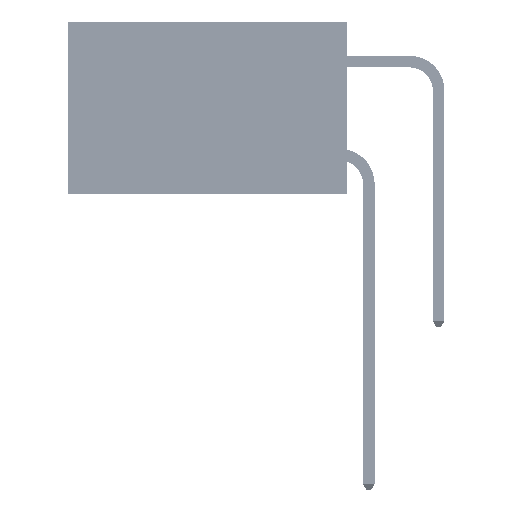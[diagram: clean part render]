
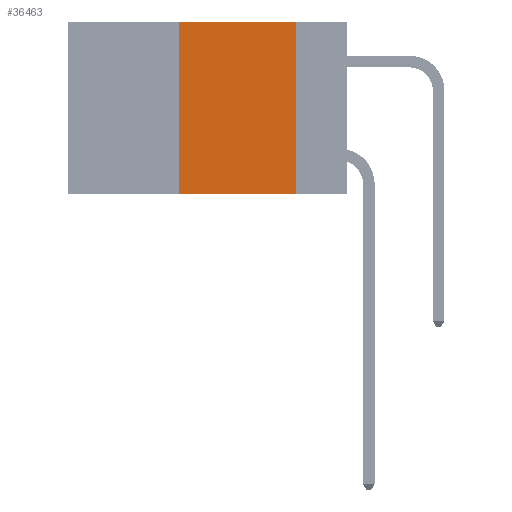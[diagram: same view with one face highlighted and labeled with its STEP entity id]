
A CAD part, left-side view. The second image highlights one B-rep face of the part: STEP entity #36463.
In plain terms, the highlighted planar face has unit normal (-1, 0, 0).
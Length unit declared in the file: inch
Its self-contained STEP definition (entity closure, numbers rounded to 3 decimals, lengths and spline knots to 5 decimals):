
#1918 = ORIENTED_EDGE ( 'NONE', *, *, #18337, .T. ) ;
#2651 = ORIENTED_EDGE ( 'NONE', *, *, #20518, .F. ) ;
#3172 = LINE ( 'NONE', #30932, #32509 ) ;
#7869 = ORIENTED_EDGE ( 'NONE', *, *, #33708, .F. ) ;
#9160 = EDGE_CURVE ( 'NONE', #49047, #20978, #9487, .T. ) ;
#9224 = DIRECTION ( 'NONE',  ( 0., 0., -1. ) ) ;
#9336 = AXIS2_PLACEMENT_3D ( 'NONE', #49827, #45646, #17407 ) ;
#9384 = LINE ( 'NONE', #47223, #35569 ) ;
#9487 = LINE ( 'NONE', #18058, #10708 ) ;
#9608 = CARTESIAN_POINT ( 'NONE',  ( 0., 0.36, -0.37 ) ) ;
#10708 = VECTOR ( 'NONE', #50162, 39.37008 ) ;
#14074 = PLANE ( 'NONE',  #9336 ) ;
#16551 = EDGE_LOOP ( 'NONE', ( #2651, #7869, #48689, #1918 ) ) ;
#17407 = DIRECTION ( 'NONE',  ( 0., 0., -1. ) ) ;
#18058 = CARTESIAN_POINT ( 'NONE',  ( 0., 0.36, 0. ) ) ;
#18337 = EDGE_CURVE ( 'NONE', #49047, #47849, #3172, .T. ) ;
#20518 = EDGE_CURVE ( 'NONE', #23362, #47849, #22817, .T. ) ;
#20978 = VERTEX_POINT ( 'NONE', #36368 ) ;
#21610 = CARTESIAN_POINT ( 'NONE',  ( 0., 0.11, 0. ) ) ;
#22817 = LINE ( 'NONE', #21610, #49616 ) ;
#23362 = VERTEX_POINT ( 'NONE', #30215 ) ;
#24092 = CARTESIAN_POINT ( 'NONE',  ( 0., 0.11, -0.37 ) ) ;
#30215 = CARTESIAN_POINT ( 'NONE',  ( 0., 0.11, 0. ) ) ;
#30932 = CARTESIAN_POINT ( 'NONE',  ( 0., 0.6, -0.37 ) ) ;
#32509 = VECTOR ( 'NONE', #47517, 39.37008 ) ;
#33708 = EDGE_CURVE ( 'NONE', #20978, #23362, #9384, .T. ) ;
#35569 = VECTOR ( 'NONE', #38992, 39.37008 ) ;
#35912 = FACE_OUTER_BOUND ( 'NONE', #16551, .T. ) ;
#36368 = CARTESIAN_POINT ( 'NONE',  ( 0., 0.36, 0. ) ) ;
#36463 = ADVANCED_FACE ( 'NONE', ( #35912 ), #14074, .F. ) ;
#38992 = DIRECTION ( 'NONE',  ( 0., -1., 0. ) ) ;
#45646 = DIRECTION ( 'NONE',  ( 1., 0., 0. ) ) ;
#47223 = CARTESIAN_POINT ( 'NONE',  ( 0., 0.6, 0. ) ) ;
#47517 = DIRECTION ( 'NONE',  ( 0., -1., 0. ) ) ;
#47849 = VERTEX_POINT ( 'NONE', #24092 ) ;
#48689 = ORIENTED_EDGE ( 'NONE', *, *, #9160, .F. ) ;
#49047 = VERTEX_POINT ( 'NONE', #9608 ) ;
#49616 = VECTOR ( 'NONE', #9224, 39.37008 ) ;
#49827 = CARTESIAN_POINT ( 'NONE',  ( 0., 0.6, 0. ) ) ;
#50162 = DIRECTION ( 'NONE',  ( 0., 0., 1. ) ) ;
